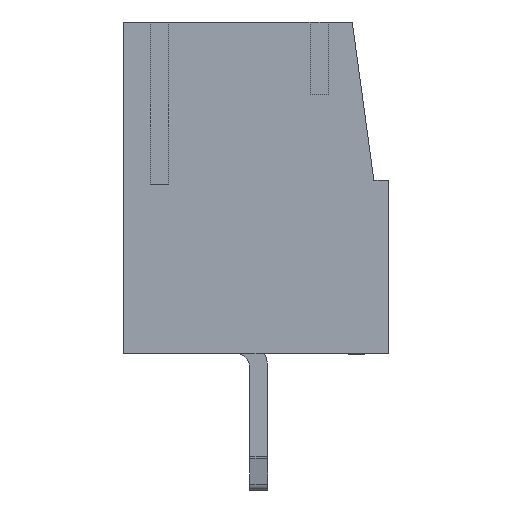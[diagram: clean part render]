
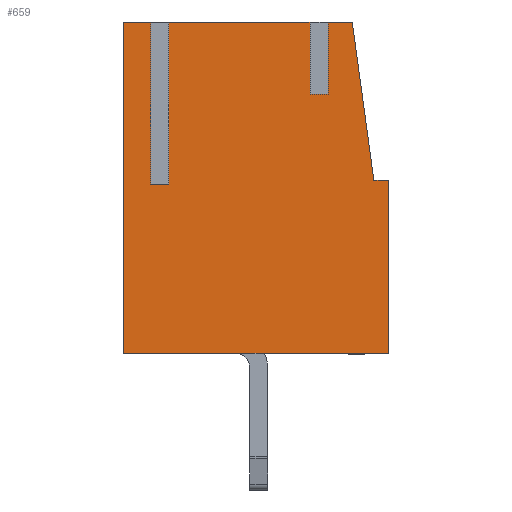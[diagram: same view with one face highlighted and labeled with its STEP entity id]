
A CAD part, left-side view. The second image highlights one B-rep face of the part: STEP entity #659.
In plain terms, the highlighted planar face has unit normal (-1, 0, 0).
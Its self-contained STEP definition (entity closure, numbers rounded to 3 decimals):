
#659=ADVANCED_FACE('',(#1642),#1643,.T.);
#1642=FACE_OUTER_BOUND('',#2964,.T.);
#1643=PLANE('',#2965);
#2964=EDGE_LOOP('',(#4982,#4983,#4984,#4985,#4986,#4987,#4988,#4989,#4990,#4991,#4992,#4993,#4994,#4995));
#2965=AXIS2_PLACEMENT_3D('',#4996,#4997,#4998);
#4982=ORIENTED_EDGE('',*,*,#8635,.F.);
#4983=ORIENTED_EDGE('',*,*,#8636,.F.);
#4984=ORIENTED_EDGE('',*,*,#8593,.F.);
#4985=ORIENTED_EDGE('',*,*,#8273,.T.);
#4986=ORIENTED_EDGE('',*,*,#8632,.T.);
#4987=ORIENTED_EDGE('',*,*,#8637,.T.);
#4988=ORIENTED_EDGE('',*,*,#8638,.F.);
#4989=ORIENTED_EDGE('',*,*,#8639,.F.);
#4990=ORIENTED_EDGE('',*,*,#8640,.T.);
#4991=ORIENTED_EDGE('',*,*,#8641,.F.);
#4992=ORIENTED_EDGE('',*,*,#8642,.F.);
#4993=ORIENTED_EDGE('',*,*,#8643,.F.);
#4994=ORIENTED_EDGE('',*,*,#8644,.T.);
#4995=ORIENTED_EDGE('',*,*,#8645,.F.);
#4996=CARTESIAN_POINT('',(-5.715,3.675,0.0));
#4997=DIRECTION('',(-1.0,0.0,0.0));
#4998=DIRECTION('',(0.0,-1.0,0.0));
#8273=EDGE_CURVE('',#10048,#10046,#10049,.T.);
#8593=EDGE_CURVE('',#10048,#10514,#10515,.T.);
#8632=EDGE_CURVE('',#10046,#10588,#10589,.T.);
#8635=EDGE_CURVE('',#10592,#10593,#10594,.T.);
#8636=EDGE_CURVE('',#10514,#10592,#10595,.T.);
#8637=EDGE_CURVE('',#10588,#10596,#10597,.T.);
#8638=EDGE_CURVE('',#10598,#10596,#10599,.T.);
#8639=EDGE_CURVE('',#10600,#10598,#10601,.T.);
#8640=EDGE_CURVE('',#10600,#10602,#10603,.T.);
#8641=EDGE_CURVE('',#10604,#10602,#10605,.T.);
#8642=EDGE_CURVE('',#10606,#10604,#10607,.T.);
#8643=EDGE_CURVE('',#10608,#10606,#10609,.T.);
#8644=EDGE_CURVE('',#10608,#10610,#10611,.T.);
#8645=EDGE_CURVE('',#10593,#10610,#10612,.T.);
#10046=VERTEX_POINT('',#12660);
#10048=VERTEX_POINT('',#12663);
#10049=LINE('',#12664,#12665);
#10514=VERTEX_POINT('',#13363);
#10515=LINE('',#13364,#13365);
#10588=VERTEX_POINT('',#13474);
#10589=LINE('',#13475,#13476);
#10592=VERTEX_POINT('',#13480);
#10593=VERTEX_POINT('',#13481);
#10594=LINE('',#13482,#13483);
#10595=LINE('',#13484,#13485);
#10596=VERTEX_POINT('',#13486);
#10597=LINE('',#13487,#13488);
#10598=VERTEX_POINT('',#13489);
#10599=LINE('',#13490,#13491);
#10600=VERTEX_POINT('',#13492);
#10601=LINE('',#13493,#13494);
#10602=VERTEX_POINT('',#13495);
#10603=LINE('',#13496,#13497);
#10604=VERTEX_POINT('',#13498);
#10605=LINE('',#13499,#13500);
#10606=VERTEX_POINT('',#13501);
#10607=LINE('',#13502,#13503);
#10608=VERTEX_POINT('',#13504);
#10609=LINE('',#13505,#13506);
#10610=VERTEX_POINT('',#13507);
#10611=LINE('',#13508,#13509);
#10612=LINE('',#13510,#13511);
#12660=CARTESIAN_POINT('',(-5.715,-3.675,0.0));
#12663=CARTESIAN_POINT('',(-5.715,3.675,0.0));
#12664=CARTESIAN_POINT('',(-5.715,3.675,0.0));
#12665=VECTOR('',#15945,1.0);
#13363=CARTESIAN_POINT('',(-5.715,3.675,9.2));
#13364=CARTESIAN_POINT('',(-5.715,3.675,0.0));
#13365=VECTOR('',#16185,1.0);
#13474=CARTESIAN_POINT('',(-5.715,-3.675,4.8));
#13475=CARTESIAN_POINT('',(-5.715,-3.675,0.0));
#13476=VECTOR('',#16222,1.0);
#13480=CARTESIAN_POINT('',(-5.715,2.925,9.2));
#13481=CARTESIAN_POINT('',(-5.715,2.925,4.7));
#13482=CARTESIAN_POINT('',(-5.715,2.925,9.2));
#13483=VECTOR('',#16224,1.0);
#13484=CARTESIAN_POINT('',(-5.715,3.675,9.2));
#13485=VECTOR('',#16225,1.0);
#13486=CARTESIAN_POINT('',(-5.715,-3.275,4.8));
#13487=CARTESIAN_POINT('',(-5.715,-3.675,4.8));
#13488=VECTOR('',#16226,1.0);
#13489=CARTESIAN_POINT('',(-5.715,-2.675,9.2));
#13490=CARTESIAN_POINT('',(-5.715,-2.675,9.2));
#13491=VECTOR('',#16227,1.0);
#13492=CARTESIAN_POINT('',(-5.715,-2.0,9.2));
#13493=CARTESIAN_POINT('',(-5.715,-2.0,9.2));
#13494=VECTOR('',#16228,1.0);
#13495=CARTESIAN_POINT('',(-5.715,-2.0,7.2));
#13496=CARTESIAN_POINT('',(-5.715,-2.0,9.2));
#13497=VECTOR('',#16229,1.0);
#13498=CARTESIAN_POINT('',(-5.715,-1.5,7.2));
#13499=CARTESIAN_POINT('',(-5.715,-1.5,7.2));
#13500=VECTOR('',#16230,1.0);
#13501=CARTESIAN_POINT('',(-5.715,-1.5,9.2));
#13502=CARTESIAN_POINT('',(-5.715,-1.5,9.2));
#13503=VECTOR('',#16231,1.0);
#13504=CARTESIAN_POINT('',(-5.715,2.425,9.2));
#13505=CARTESIAN_POINT('',(-5.715,2.425,9.2));
#13506=VECTOR('',#16232,1.0);
#13507=CARTESIAN_POINT('',(-5.715,2.425,4.7));
#13508=CARTESIAN_POINT('',(-5.715,2.425,9.2));
#13509=VECTOR('',#16233,1.0);
#13510=CARTESIAN_POINT('',(-5.715,2.925,4.7));
#13511=VECTOR('',#16234,1.0);
#15945=DIRECTION('',(0.0,-1.0,0.0));
#16185=DIRECTION('',(0.0,0.0,1.0));
#16222=DIRECTION('',(0.0,0.0,1.0));
#16224=DIRECTION('',(0.0,0.0,-1.0));
#16225=DIRECTION('',(0.0,-1.0,0.0));
#16226=DIRECTION('',(0.0,1.0,0.0));
#16227=DIRECTION('',(0.0,-0.135,-0.991));
#16228=DIRECTION('',(0.0,-1.0,0.0));
#16229=DIRECTION('',(0.0,0.0,-1.0));
#16230=DIRECTION('',(0.0,-1.0,0.0));
#16231=DIRECTION('',(0.0,0.0,-1.0));
#16232=DIRECTION('',(0.0,-1.0,0.0));
#16233=DIRECTION('',(0.0,0.0,-1.0));
#16234=DIRECTION('',(0.0,-1.0,0.0));
